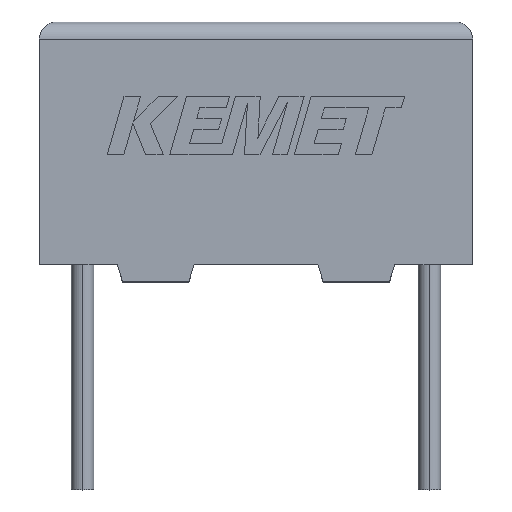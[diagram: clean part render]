
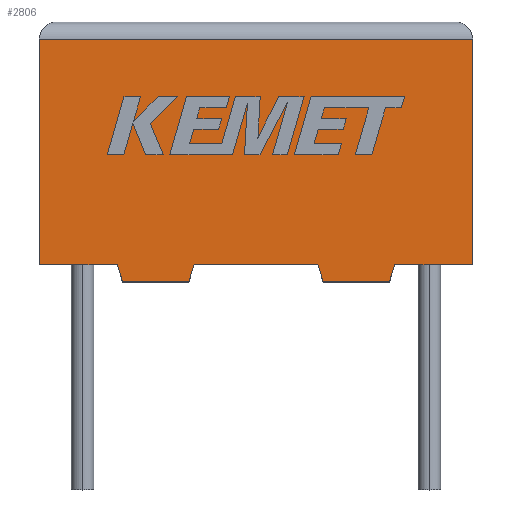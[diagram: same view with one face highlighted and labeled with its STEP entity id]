
A CAD part, top view. The second image highlights one B-rep face of the part: STEP entity #2806.
In plain terms, the highlighted planar face has unit normal (0, 0, 1).
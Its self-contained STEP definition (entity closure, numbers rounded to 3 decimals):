
#3 = CARTESIAN_POINT ( 'NONE',  ( 8.188, -0.5, 3.5 ) ) ;
#15 = EDGE_CURVE ( 'NONE', #2306, #2468, #3072, .T. ) ;
#31 = EDGE_CURVE ( 'NONE', #1987, #1196, #1588, .T. ) ;
#36 = LINE ( 'NONE', #3, #2118 ) ;
#47 = VECTOR ( 'NONE', #3205, 1000. ) ;
#58 = ORIENTED_EDGE ( 'NONE', *, *, #31, .T. ) ;
#81 = LINE ( 'NONE', #2872, #2833 ) ;
#127 = EDGE_CURVE ( 'NONE', #2303, #1459, #494, .T. ) ;
#133 = VERTEX_POINT ( 'NONE', #179 ) ;
#148 = LINE ( 'NONE', #1475, #995 ) ;
#179 = CARTESIAN_POINT ( 'NONE',  ( 12.5, 6.5, 3.5 ) ) ;
#180 = DIRECTION ( 'NONE',  ( 0.287, -0.958, 0. ) ) ;
#235 = VERTEX_POINT ( 'NONE', #510 ) ;
#262 = ORIENTED_EDGE ( 'NONE', *, *, #127, .F. ) ;
#323 = EDGE_CURVE ( 'NONE', #235, #2306, #2687, .T. ) ;
#336 = VECTOR ( 'NONE', #1412, 1000. ) ;
#374 = CARTESIAN_POINT ( 'NONE',  ( 12.5, 0., 3.5 ) ) ;
#396 = CARTESIAN_POINT ( 'NONE',  ( 10.1, -0.5, 3.5 ) ) ;
#494 = LINE ( 'NONE', #1385, #2183 ) ;
#510 = CARTESIAN_POINT ( 'NONE',  ( 4.313, -0.5, 3.5 ) ) ;
#534 = CARTESIAN_POINT ( 'NONE',  ( 10.1, -0.5, 3.5 ) ) ;
#543 = EDGE_CURVE ( 'NONE', #3041, #133, #3186, .T. ) ;
#580 = EDGE_CURVE ( 'NONE', #2303, #3041, #2054, .T. ) ;
#604 = VECTOR ( 'NONE', #1586, 1000. ) ;
#624 = CARTESIAN_POINT ( 'NONE',  ( 8.037, 0., 3.5 ) ) ;
#731 = LINE ( 'NONE', #396, #943 ) ;
#742 = CARTESIAN_POINT ( 'NONE',  ( 4.313, -0.5, 3.5 ) ) ;
#760 = LINE ( 'NONE', #2352, #1118 ) ;
#815 = CARTESIAN_POINT ( 'NONE',  ( 2.4, -0.5, 3.5 ) ) ;
#841 = VERTEX_POINT ( 'NONE', #815 ) ;
#844 = VERTEX_POINT ( 'NONE', #2310 ) ;
#881 = DIRECTION ( 'NONE',  ( 0., 0., -1. ) ) ;
#894 = DIRECTION ( 'NONE',  ( -1., 0., 0. ) ) ;
#906 = ORIENTED_EDGE ( 'NONE', *, *, #2574, .T. ) ;
#943 = VECTOR ( 'NONE', #2107, 1000. ) ;
#984 = ORIENTED_EDGE ( 'NONE', *, *, #2455, .T. ) ;
#995 = VECTOR ( 'NONE', #3225, 1000. ) ;
#1033 = VERTEX_POINT ( 'NONE', #2858 ) ;
#1088 = CARTESIAN_POINT ( 'NONE',  ( 4.463, 0., 3.5 ) ) ;
#1118 = VECTOR ( 'NONE', #1574, 1000. ) ;
#1146 = CARTESIAN_POINT ( 'NONE',  ( 12.5, 0., 3.5 ) ) ;
#1158 = PLANE ( 'NONE',  #2402 ) ;
#1196 = VERTEX_POINT ( 'NONE', #3189 ) ;
#1309 = ORIENTED_EDGE ( 'NONE', *, *, #2955, .F. ) ;
#1318 = EDGE_CURVE ( 'NONE', #841, #235, #148, .T. ) ;
#1385 = CARTESIAN_POINT ( 'NONE',  ( 10.25, 0., 3.5 ) ) ;
#1412 = DIRECTION ( 'NONE',  ( 1., 0., 0. ) ) ;
#1427 = CARTESIAN_POINT ( 'NONE',  ( 2.25, 0., 3.5 ) ) ;
#1459 = VERTEX_POINT ( 'NONE', #534 ) ;
#1475 = CARTESIAN_POINT ( 'NONE',  ( 2.4, -0.5, 3.5 ) ) ;
#1487 = CARTESIAN_POINT ( 'NONE',  ( 0., 0., 3.5 ) ) ;
#1574 = DIRECTION ( 'NONE',  ( -1., 0., 0. ) ) ;
#1582 = ORIENTED_EDGE ( 'NONE', *, *, #1603, .F. ) ;
#1586 = DIRECTION ( 'NONE',  ( 0.287, 0.958, 0. ) ) ;
#1588 = LINE ( 'NONE', #3173, #2418 ) ;
#1603 = EDGE_CURVE ( 'NONE', #1033, #2468, #36, .T. ) ;
#1644 = DIRECTION ( 'NONE',  ( 0., -1., 0. ) ) ;
#1698 = LINE ( 'NONE', #1427, #2175 ) ;
#1803 = EDGE_LOOP ( 'NONE', ( #3171, #2050, #984, #58, #906, #2285, #1838, #2720, #1582, #1309, #262, #1996 ) ) ;
#1838 = ORIENTED_EDGE ( 'NONE', *, *, #323, .T. ) ;
#1887 = DIRECTION ( 'NONE',  ( 1., 0., 0. ) ) ;
#1905 = EDGE_CURVE ( 'NONE', #133, #844, #760, .T. ) ;
#1912 = DIRECTION ( 'NONE',  ( 0., 1., 0. ) ) ;
#1987 = VERTEX_POINT ( 'NONE', #2400 ) ;
#1994 = DIRECTION ( 'NONE',  ( -0.287, -0.958, 0. ) ) ;
#1996 = ORIENTED_EDGE ( 'NONE', *, *, #580, .T. ) ;
#2050 = ORIENTED_EDGE ( 'NONE', *, *, #1905, .T. ) ;
#2054 = LINE ( 'NONE', #1487, #47 ) ;
#2107 = DIRECTION ( 'NONE',  ( -1., 0., 0. ) ) ;
#2118 = VECTOR ( 'NONE', #2818, 1000. ) ;
#2175 = VECTOR ( 'NONE', #180, 1000. ) ;
#2183 = VECTOR ( 'NONE', #1994, 1000. ) ;
#2285 = ORIENTED_EDGE ( 'NONE', *, *, #1318, .T. ) ;
#2303 = VERTEX_POINT ( 'NONE', #3050 ) ;
#2306 = VERTEX_POINT ( 'NONE', #1088 ) ;
#2310 = CARTESIAN_POINT ( 'NONE',  ( 0., 6.5, 3.5 ) ) ;
#2352 = CARTESIAN_POINT ( 'NONE',  ( 0., 6.5, 3.5 ) ) ;
#2400 = CARTESIAN_POINT ( 'NONE',  ( 0., 0., 3.5 ) ) ;
#2402 = AXIS2_PLACEMENT_3D ( 'NONE', #3119, #881, #894 ) ;
#2403 = FACE_OUTER_BOUND ( 'NONE', #1803, .T. ) ;
#2418 = VECTOR ( 'NONE', #1887, 1000. ) ;
#2426 = CARTESIAN_POINT ( 'NONE',  ( 0., 0., 3.5 ) ) ;
#2455 = EDGE_CURVE ( 'NONE', #844, #1987, #81, .T. ) ;
#2468 = VERTEX_POINT ( 'NONE', #624 ) ;
#2574 = EDGE_CURVE ( 'NONE', #1196, #841, #1698, .T. ) ;
#2687 = LINE ( 'NONE', #742, #604 ) ;
#2720 = ORIENTED_EDGE ( 'NONE', *, *, #15, .T. ) ;
#2799 = VECTOR ( 'NONE', #1912, 1000. ) ;
#2806 = ADVANCED_FACE ( 'NONE', ( #2403 ), #1158, .F. ) ;
#2818 = DIRECTION ( 'NONE',  ( -0.287, 0.958, 0. ) ) ;
#2833 = VECTOR ( 'NONE', #1644, 1000. ) ;
#2858 = CARTESIAN_POINT ( 'NONE',  ( 8.188, -0.5, 3.5 ) ) ;
#2872 = CARTESIAN_POINT ( 'NONE',  ( 0., 0., 3.5 ) ) ;
#2955 = EDGE_CURVE ( 'NONE', #1459, #1033, #731, .T. ) ;
#3041 = VERTEX_POINT ( 'NONE', #374 ) ;
#3050 = CARTESIAN_POINT ( 'NONE',  ( 10.25, 0., 3.5 ) ) ;
#3072 = LINE ( 'NONE', #2426, #336 ) ;
#3119 = CARTESIAN_POINT ( 'NONE',  ( 0., 0., 3.5 ) ) ;
#3171 = ORIENTED_EDGE ( 'NONE', *, *, #543, .T. ) ;
#3173 = CARTESIAN_POINT ( 'NONE',  ( 0., 0., 3.5 ) ) ;
#3186 = LINE ( 'NONE', #1146, #2799 ) ;
#3189 = CARTESIAN_POINT ( 'NONE',  ( 2.25, 0., 3.5 ) ) ;
#3205 = DIRECTION ( 'NONE',  ( 1., 0., 0. ) ) ;
#3225 = DIRECTION ( 'NONE',  ( 1., 0., 0. ) ) ;
